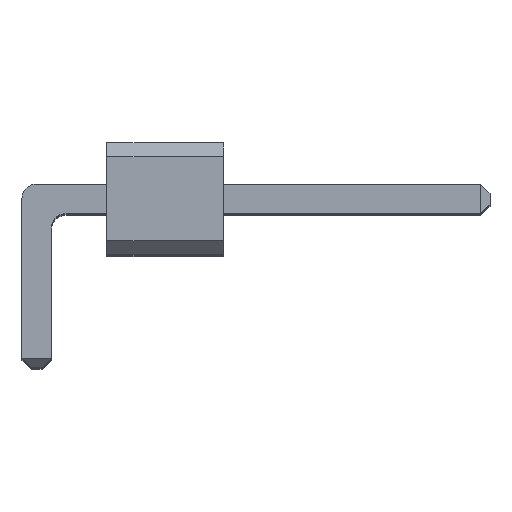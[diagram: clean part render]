
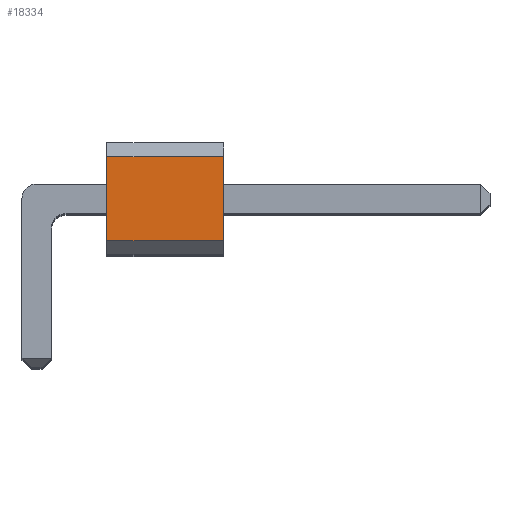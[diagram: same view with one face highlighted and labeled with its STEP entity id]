
A CAD part, top view. The second image highlights one B-rep face of the part: STEP entity #18334.
In plain terms, the highlighted planar face has unit normal (0, 0, 1).
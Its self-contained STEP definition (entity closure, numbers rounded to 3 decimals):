
#18334 = ADVANCED_FACE('',(#18335),#18349,.T.);
#18335 = FACE_BOUND('',#18336,.T.);
#18336 = EDGE_LOOP('',(#18337,#18372,#18400,#18428));
#18337 = ORIENTED_EDGE('',*,*,#18338,.F.);
#18338 = EDGE_CURVE('',#18339,#18341,#18343,.T.);
#18339 = VERTEX_POINT('',#18340);
#18340 = CARTESIAN_POINT('',(1.5,-0.9,24.13));
#18341 = VERTEX_POINT('',#18342);
#18342 = CARTESIAN_POINT('',(1.5,0.9,24.13));
#18343 = SURFACE_CURVE('',#18344,(#18348,#18360),.PCURVE_S1.);
#18344 = LINE('',#18345,#18346);
#18345 = CARTESIAN_POINT('',(1.5,-1.2,24.13));
#18346 = VECTOR('',#18347,1.);
#18347 = DIRECTION('',(0.,1.,0.));
#18348 = PCURVE('',#18349,#18354);
#18349 = PLANE('',#18350);
#18350 = AXIS2_PLACEMENT_3D('',#18351,#18352,#18353);
#18351 = CARTESIAN_POINT('',(1.5,-1.2,24.13));
#18352 = DIRECTION('',(0.,0.,1.));
#18353 = DIRECTION('',(0.,1.,0.));
#18354 = DEFINITIONAL_REPRESENTATION('',(#18355),#18359);
#18355 = LINE('',#18356,#18357);
#18356 = CARTESIAN_POINT('',(0.,0.));
#18357 = VECTOR('',#18358,1.);
#18358 = DIRECTION('',(1.,0.));
#18359 = ( GEOMETRIC_REPRESENTATION_CONTEXT(2) 
PARAMETRIC_REPRESENTATION_CONTEXT() REPRESENTATION_CONTEXT('2D SPACE',''
  ) );
#18360 = PCURVE('',#18361,#18366);
#18361 = PLANE('',#18362);
#18362 = AXIS2_PLACEMENT_3D('',#18363,#18364,#18365);
#18363 = CARTESIAN_POINT('',(1.5,-1.2,24.13));
#18364 = DIRECTION('',(1.,0.,0.));
#18365 = DIRECTION('',(0.,1.,0.));
#18366 = DEFINITIONAL_REPRESENTATION('',(#18367),#18371);
#18367 = LINE('',#18368,#18369);
#18368 = CARTESIAN_POINT('',(0.,0.));
#18369 = VECTOR('',#18370,1.);
#18370 = DIRECTION('',(1.,0.));
#18371 = ( GEOMETRIC_REPRESENTATION_CONTEXT(2) 
PARAMETRIC_REPRESENTATION_CONTEXT() REPRESENTATION_CONTEXT('2D SPACE',''
  ) );
#18372 = ORIENTED_EDGE('',*,*,#18373,.T.);
#18373 = EDGE_CURVE('',#18339,#18374,#18376,.T.);
#18374 = VERTEX_POINT('',#18375);
#18375 = CARTESIAN_POINT('',(4.,-0.9,24.13));
#18376 = SURFACE_CURVE('',#18377,(#18381,#18388),.PCURVE_S1.);
#18377 = LINE('',#18378,#18379);
#18378 = CARTESIAN_POINT('',(1.5,-0.9,24.13));
#18379 = VECTOR('',#18380,1.);
#18380 = DIRECTION('',(1.,0.,0.));
#18381 = PCURVE('',#18349,#18382);
#18382 = DEFINITIONAL_REPRESENTATION('',(#18383),#18387);
#18383 = LINE('',#18384,#18385);
#18384 = CARTESIAN_POINT('',(0.3,0.));
#18385 = VECTOR('',#18386,1.);
#18386 = DIRECTION('',(0.,-1.));
#18387 = ( GEOMETRIC_REPRESENTATION_CONTEXT(2) 
PARAMETRIC_REPRESENTATION_CONTEXT() REPRESENTATION_CONTEXT('2D SPACE',''
  ) );
#18388 = PCURVE('',#18389,#18394);
#18389 = PLANE('',#18390);
#18390 = AXIS2_PLACEMENT_3D('',#18391,#18392,#18393);
#18391 = CARTESIAN_POINT('',(1.5,-1.05,23.98));
#18392 = DIRECTION('',(0.,-0.707,
    0.707));
#18393 = DIRECTION('',(-1.,0.,0.));
#18394 = DEFINITIONAL_REPRESENTATION('',(#18395),#18399);
#18395 = LINE('',#18396,#18397);
#18396 = CARTESIAN_POINT('',(0.,-0.212));
#18397 = VECTOR('',#18398,1.);
#18398 = DIRECTION('',(-1.,0.));
#18399 = ( GEOMETRIC_REPRESENTATION_CONTEXT(2) 
PARAMETRIC_REPRESENTATION_CONTEXT() REPRESENTATION_CONTEXT('2D SPACE',''
  ) );
#18400 = ORIENTED_EDGE('',*,*,#18401,.T.);
#18401 = EDGE_CURVE('',#18374,#18402,#18404,.T.);
#18402 = VERTEX_POINT('',#18403);
#18403 = CARTESIAN_POINT('',(4.,0.9,24.13));
#18404 = SURFACE_CURVE('',#18405,(#18409,#18416),.PCURVE_S1.);
#18405 = LINE('',#18406,#18407);
#18406 = CARTESIAN_POINT('',(4.,-1.2,24.13));
#18407 = VECTOR('',#18408,1.);
#18408 = DIRECTION('',(0.,1.,0.));
#18409 = PCURVE('',#18349,#18410);
#18410 = DEFINITIONAL_REPRESENTATION('',(#18411),#18415);
#18411 = LINE('',#18412,#18413);
#18412 = CARTESIAN_POINT('',(0.,-2.5));
#18413 = VECTOR('',#18414,1.);
#18414 = DIRECTION('',(1.,0.));
#18415 = ( GEOMETRIC_REPRESENTATION_CONTEXT(2) 
PARAMETRIC_REPRESENTATION_CONTEXT() REPRESENTATION_CONTEXT('2D SPACE',''
  ) );
#18416 = PCURVE('',#18417,#18422);
#18417 = PLANE('',#18418);
#18418 = AXIS2_PLACEMENT_3D('',#18419,#18420,#18421);
#18419 = CARTESIAN_POINT('',(4.,-1.2,24.13));
#18420 = DIRECTION('',(1.,0.,0.));
#18421 = DIRECTION('',(0.,1.,0.));
#18422 = DEFINITIONAL_REPRESENTATION('',(#18423),#18427);
#18423 = LINE('',#18424,#18425);
#18424 = CARTESIAN_POINT('',(0.,0.));
#18425 = VECTOR('',#18426,1.);
#18426 = DIRECTION('',(1.,0.));
#18427 = ( GEOMETRIC_REPRESENTATION_CONTEXT(2) 
PARAMETRIC_REPRESENTATION_CONTEXT() REPRESENTATION_CONTEXT('2D SPACE',''
  ) );
#18428 = ORIENTED_EDGE('',*,*,#18429,.F.);
#18429 = EDGE_CURVE('',#18341,#18402,#18430,.T.);
#18430 = SURFACE_CURVE('',#18431,(#18435,#18442),.PCURVE_S1.);
#18431 = LINE('',#18432,#18433);
#18432 = CARTESIAN_POINT('',(1.5,0.9,24.13));
#18433 = VECTOR('',#18434,1.);
#18434 = DIRECTION('',(1.,0.,0.));
#18435 = PCURVE('',#18349,#18436);
#18436 = DEFINITIONAL_REPRESENTATION('',(#18437),#18441);
#18437 = LINE('',#18438,#18439);
#18438 = CARTESIAN_POINT('',(2.1,0.));
#18439 = VECTOR('',#18440,1.);
#18440 = DIRECTION('',(0.,-1.));
#18441 = ( GEOMETRIC_REPRESENTATION_CONTEXT(2) 
PARAMETRIC_REPRESENTATION_CONTEXT() REPRESENTATION_CONTEXT('2D SPACE',''
  ) );
#18442 = PCURVE('',#18443,#18448);
#18443 = PLANE('',#18444);
#18444 = AXIS2_PLACEMENT_3D('',#18445,#18446,#18447);
#18445 = CARTESIAN_POINT('',(1.5,1.05,23.98));
#18446 = DIRECTION('',(0.,0.707,0.707)
  );
#18447 = DIRECTION('',(1.,0.,0.));
#18448 = DEFINITIONAL_REPRESENTATION('',(#18449),#18453);
#18449 = LINE('',#18450,#18451);
#18450 = CARTESIAN_POINT('',(0.,-0.212));
#18451 = VECTOR('',#18452,1.);
#18452 = DIRECTION('',(1.,0.));
#18453 = ( GEOMETRIC_REPRESENTATION_CONTEXT(2) 
PARAMETRIC_REPRESENTATION_CONTEXT() REPRESENTATION_CONTEXT('2D SPACE',''
  ) );
